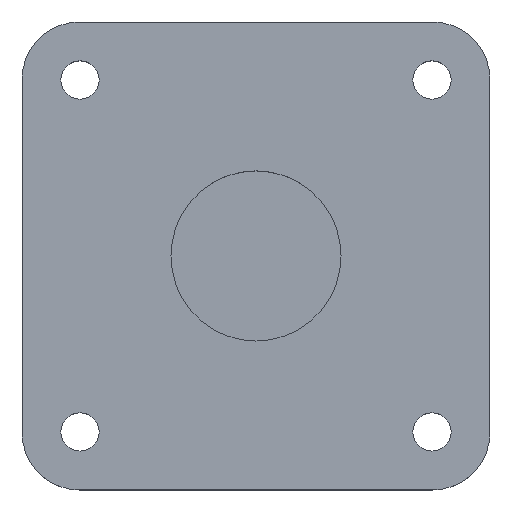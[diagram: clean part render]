
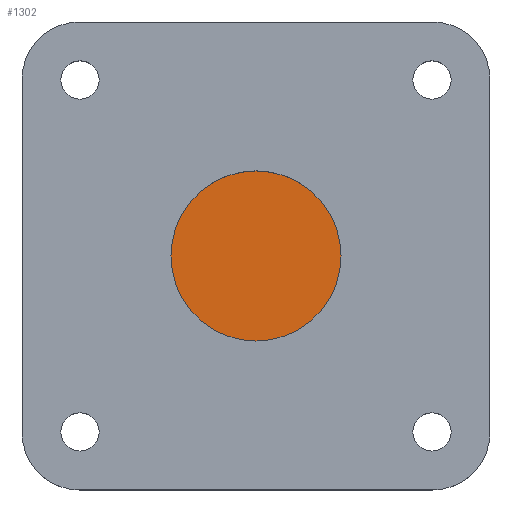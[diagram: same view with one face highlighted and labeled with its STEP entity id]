
A CAD part, top view. The second image highlights one B-rep face of the part: STEP entity #1302.
In plain terms, the highlighted planar face has unit normal (0, 0, 1).
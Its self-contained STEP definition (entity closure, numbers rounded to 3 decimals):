
#150 = CIRCLE ( 'NONE', #1792, 40. ) ;
#273 = CIRCLE ( 'NONE', #1833, 40. ) ;
#493 = CARTESIAN_POINT ( 'NONE',  ( 150., 110., 12. ) ) ;
#567 = CARTESIAN_POINT ( 'NONE',  ( 70., 110., 12. ) ) ;
#633 = VERTEX_POINT ( 'NONE', #567 ) ;
#699 = VERTEX_POINT ( 'NONE', #493 ) ;
#798 = EDGE_LOOP ( 'NONE', ( #1206, #1173 ) ) ;
#1173 = ORIENTED_EDGE ( 'NONE', *, *, #1493, .T. ) ;
#1206 = ORIENTED_EDGE ( 'NONE', *, *, #1576, .T. ) ;
#1302 = ADVANCED_FACE ( 'NONE', ( #2897 ), #3146, .T. ) ;
#1493 = EDGE_CURVE ( 'NONE', #633, #699, #150, .T. ) ;
#1576 = EDGE_CURVE ( 'NONE', #699, #633, #273, .T. ) ;
#1653 = AXIS2_PLACEMENT_3D ( 'NONE', #3147, #3144, #3143 ) ;
#1792 = AXIS2_PLACEMENT_3D ( 'NONE', #2491, #2496, #2509 ) ;
#1833 = AXIS2_PLACEMENT_3D ( 'NONE', #2625, #2089, #2090 ) ;
#2089 = DIRECTION ( 'NONE',  ( 0., 0., 1. ) ) ;
#2090 = DIRECTION ( 'NONE',  ( 1., 0., 0. ) ) ;
#2491 = CARTESIAN_POINT ( 'NONE',  ( 110., 110., 12. ) ) ;
#2496 = DIRECTION ( 'NONE',  ( 0., 0., 1. ) ) ;
#2509 = DIRECTION ( 'NONE',  ( 1., 0., 0. ) ) ;
#2625 = CARTESIAN_POINT ( 'NONE',  ( 110., 110., 12. ) ) ;
#2897 = FACE_OUTER_BOUND ( 'NONE', #798, .T. ) ;
#3143 = DIRECTION ( 'NONE',  ( 1., 0., 0. ) ) ;
#3144 = DIRECTION ( 'NONE',  ( 0., 0., 1. ) ) ;
#3146 = PLANE ( 'NONE',  #1653 ) ;
#3147 = CARTESIAN_POINT ( 'NONE',  ( 110., 110., 12. ) ) ;
